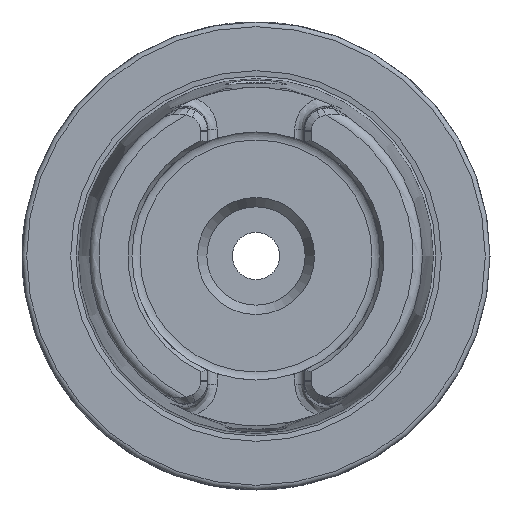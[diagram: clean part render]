
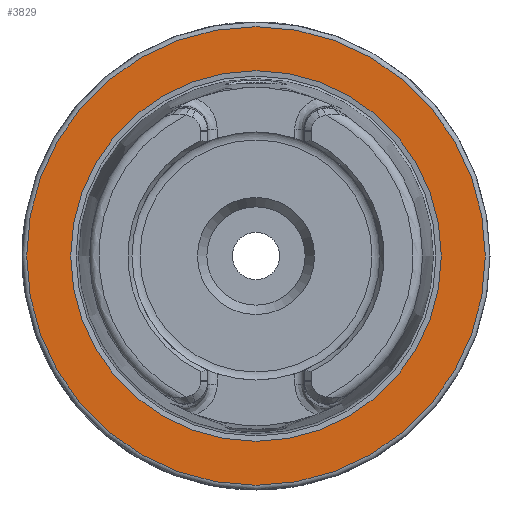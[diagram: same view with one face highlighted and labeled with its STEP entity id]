
A CAD part, left-side view. The second image highlights one B-rep face of the part: STEP entity #3829.
In plain terms, the highlighted planar face has unit normal (-1, 0, 0).
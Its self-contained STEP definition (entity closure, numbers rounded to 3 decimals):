
#150=FACE_BOUND('',#775,.T.);
#341=PLANE('',#4181);
#553=FACE_OUTER_BOUND('',#774,.T.);
#774=EDGE_LOOP('',(#3389,#3390));
#775=EDGE_LOOP('',(#3391,#3392));
#1371=CIRCLE('',#4179,39.587);
#1372=CIRCLE('',#4180,39.587);
#1373=CIRCLE('',#4182,49.);
#1374=CIRCLE('',#4183,49.);
#1760=VERTEX_POINT('',#9661);
#1761=VERTEX_POINT('',#9663);
#1762=VERTEX_POINT('',#9667);
#1763=VERTEX_POINT('',#9668);
#2321=EDGE_CURVE('',#1761,#1760,#1371,.T.);
#2322=EDGE_CURVE('',#1760,#1761,#1372,.T.);
#2323=EDGE_CURVE('',#1762,#1763,#1373,.T.);
#2324=EDGE_CURVE('',#1763,#1762,#1374,.T.);
#3389=ORIENTED_EDGE('',*,*,#2323,.F.);
#3390=ORIENTED_EDGE('',*,*,#2324,.F.);
#3391=ORIENTED_EDGE('',*,*,#2321,.T.);
#3392=ORIENTED_EDGE('',*,*,#2322,.T.);
#3829=ADVANCED_FACE('',(#553,#150),#341,.T.);
#4179=AXIS2_PLACEMENT_3D('',#9664,#5023,#5024);
#4180=AXIS2_PLACEMENT_3D('',#9665,#5025,#5026);
#4181=AXIS2_PLACEMENT_3D('',#9666,#5027,#5028);
#4182=AXIS2_PLACEMENT_3D('',#9669,#5029,#5030);
#4183=AXIS2_PLACEMENT_3D('',#9670,#5031,#5032);
#5023=DIRECTION('center_axis',(1.,0.,0.));
#5024=DIRECTION('ref_axis',(0.,0.,-1.));
#5025=DIRECTION('center_axis',(1.,0.,0.));
#5026=DIRECTION('ref_axis',(0.,0.,-1.));
#5027=DIRECTION('center_axis',(-1.,0.,0.));
#5028=DIRECTION('ref_axis',(0.,0.,1.));
#5029=DIRECTION('center_axis',(1.,0.,0.));
#5030=DIRECTION('ref_axis',(0.,0.,-1.));
#5031=DIRECTION('center_axis',(1.,0.,0.));
#5032=DIRECTION('ref_axis',(0.,0.,-1.));
#9661=CARTESIAN_POINT('',(0.,-39.587,0.));
#9663=CARTESIAN_POINT('',(0.,39.587,0.));
#9664=CARTESIAN_POINT('Origin',(0.,0.,0.));
#9665=CARTESIAN_POINT('Origin',(0.,0.,0.));
#9666=CARTESIAN_POINT('Origin',(0.,49.,
0.));
#9667=CARTESIAN_POINT('',(0.,49.,0.));
#9668=CARTESIAN_POINT('',(0.,0.,49.));
#9669=CARTESIAN_POINT('Origin',(0.,0.,0.));
#9670=CARTESIAN_POINT('Origin',(0.,0.,0.));
